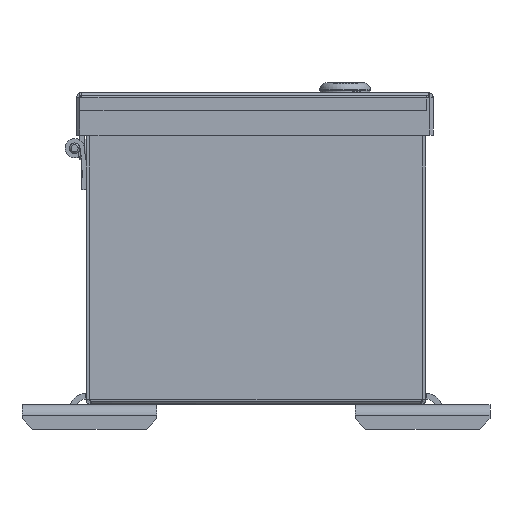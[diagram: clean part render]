
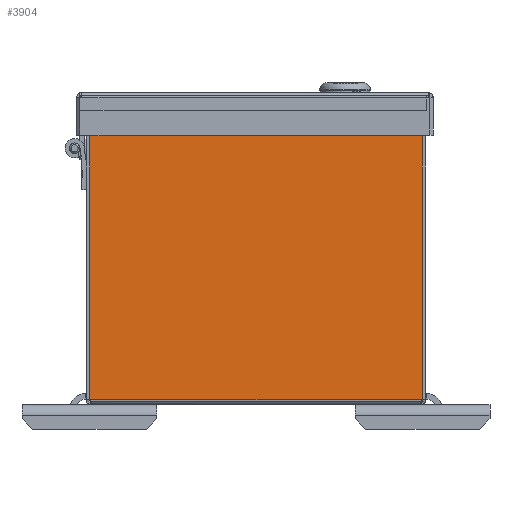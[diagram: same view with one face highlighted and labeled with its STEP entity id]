
A CAD part, front view. The second image highlights one B-rep face of the part: STEP entity #3904.
In plain terms, the highlighted planar face has unit normal (0, -1, 0).
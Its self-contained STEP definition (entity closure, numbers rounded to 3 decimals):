
#3904 = ADVANCED_FACE( '', ( #8279 ), #8280, .F. );
#8279 = FACE_OUTER_BOUND( '', #27463, .T. );
#8280 = PLANE( '', #27464 );
#27463 = EDGE_LOOP( '', ( #51388, #51389, #51390, #51391, #51392, #51393 ) );
#27464 = AXIS2_PLACEMENT_3D( '', #51394, #51395, #51396 );
#51388 = ORIENTED_EDGE( '', *, *, #59444, .T. );
#51389 = ORIENTED_EDGE( '', *, *, #62720, .F. );
#51390 = ORIENTED_EDGE( '', *, *, #62721, .T. );
#51391 = ORIENTED_EDGE( '', *, *, #62722, .T. );
#51392 = ORIENTED_EDGE( '', *, *, #62723, .T. );
#51393 = ORIENTED_EDGE( '', *, *, #60231, .T. );
#51394 = CARTESIAN_POINT( '', ( -520.548, -304.8, 0. ) );
#51395 = DIRECTION( '', ( 0., 1., 0. ) );
#51396 = DIRECTION( '', ( 0., 0., 1. ) );
#59444 = EDGE_CURVE( '', #64581, #64579, #64582, .T. );
#60231 = EDGE_CURVE( '', #65993, #64581, #65994, .T. );
#62720 = EDGE_CURVE( '', #69836, #64579, #69837, .T. );
#62721 = EDGE_CURVE( '', #69836, #69838, #69839, .T. );
#62722 = EDGE_CURVE( '', #69838, #66382, #69840, .F. );
#62723 = EDGE_CURVE( '', #66382, #65993, #69841, .T. );
#64579 = VERTEX_POINT( '', #72181 );
#64581 = VERTEX_POINT( '', #72184 );
#64582 = LINE( '', #72185, #72186 );
#65993 = VERTEX_POINT( '', #75616 );
#65994 = LINE( '', #75617, #75618 );
#66382 = VERTEX_POINT( '', #76676 );
#69836 = VERTEX_POINT( '', #85306 );
#69837 = LINE( '', #85307, #85308 );
#69838 = VERTEX_POINT( '', #85309 );
#69839 = LINE( '', #85310, #85311 );
#69840 = LINE( '', #85312, #85313 );
#69841 = LINE( '', #85314, #85315 );
#72181 = CARTESIAN_POINT( '', ( 74.663, -304.8, 124.663 ) );
#72184 = CARTESIAN_POINT( '', ( 74.673, -304.8, 124.653 ) );
#72185 = CARTESIAN_POINT( '', ( 75.208, -304.8, 124.118 ) );
#72186 = VECTOR( '', #90665, 1000. );
#75616 = CARTESIAN_POINT( '', ( 74.673, -304.8, 2.337 ) );
#75617 = CARTESIAN_POINT( '', ( 74.673, -304.8, 0. ) );
#75618 = VECTOR( '', #91311, 1000. );
#76676 = CARTESIAN_POINT( '', ( -74.673, -304.8, 2.337 ) );
#85306 = CARTESIAN_POINT( '', ( -74.663, -304.8, 124.663 ) );
#85307 = CARTESIAN_POINT( '', ( -520.548, -304.8, 124.663 ) );
#85308 = VECTOR( '', #93139, 1000. );
#85309 = CARTESIAN_POINT( '', ( -74.673, -304.8, 124.653 ) );
#85310 = CARTESIAN_POINT( '', ( -64.817, -304.8, 134.509 ) );
#85311 = VECTOR( '', #93140, 1000. );
#85312 = CARTESIAN_POINT( '', ( -74.673, -304.8, 0. ) );
#85313 = VECTOR( '', #93141, 1000. );
#85314 = CARTESIAN_POINT( '', ( -520.548, -304.8, 2.337 ) );
#85315 = VECTOR( '', #93142, 1000. );
#90665 = DIRECTION( '', ( -0.707, 0., 0.707 ) );
#91311 = DIRECTION( '', ( 0., 0., 1. ) );
#93139 = DIRECTION( '', ( 1., 0., 0. ) );
#93140 = DIRECTION( '', ( -0.707, 0., -0.707 ) );
#93141 = DIRECTION( '', ( 0., 0., 1. ) );
#93142 = DIRECTION( '', ( 1., 0., 0. ) );
